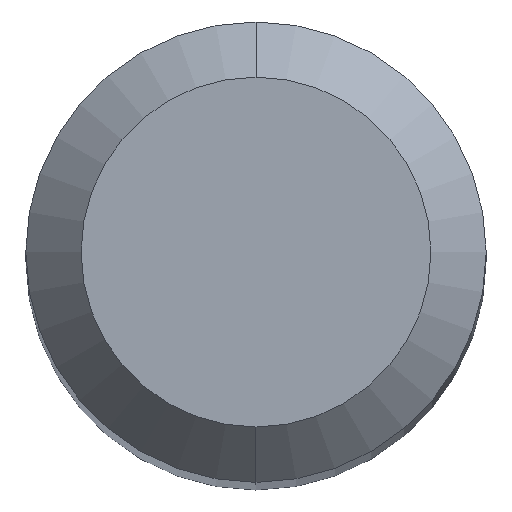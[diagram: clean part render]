
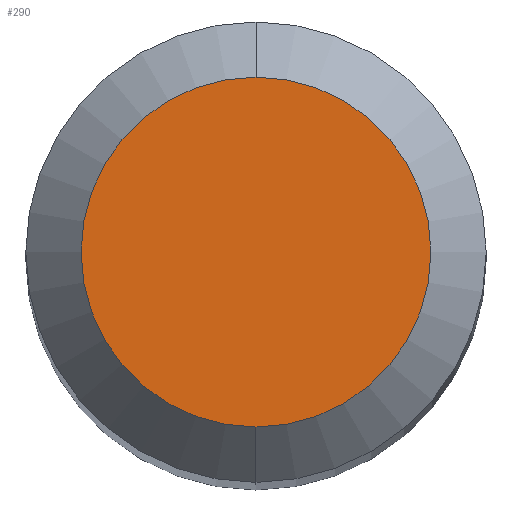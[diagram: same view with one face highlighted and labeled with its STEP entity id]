
A CAD part, top view. The second image highlights one B-rep face of the part: STEP entity #290.
In plain terms, the highlighted planar face has unit normal (0, 0, 1).
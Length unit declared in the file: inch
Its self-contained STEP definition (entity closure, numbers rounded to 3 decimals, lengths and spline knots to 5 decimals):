
#21 = CARTESIAN_POINT ( 'NONE',  ( 0., 0., 0. ) ) ;
#24 = DIRECTION ( 'NONE',  ( 0., 0., 1. ) ) ;
#55 = ORIENTED_EDGE ( 'NONE', *, *, #94, .T. ) ;
#80 = EDGE_CURVE ( 'NONE', #217, #469, #207, .T. ) ;
#91 = PLANE ( 'NONE',  #171 ) ;
#94 = EDGE_CURVE ( 'NONE', #469, #217, #554, .T. ) ;
#170 = AXIS2_PLACEMENT_3D ( 'NONE', #21, #549, #506 ) ;
#171 = AXIS2_PLACEMENT_3D ( 'NONE', #350, #172, #221 ) ;
#172 = DIRECTION ( 'NONE',  ( 0., 0., -1. ) ) ;
#207 = CIRCLE ( 'NONE', #224, 0.0475 ) ;
#217 = VERTEX_POINT ( 'NONE', #312 ) ;
#221 = DIRECTION ( 'NONE',  ( 0., 1., 0. ) ) ;
#224 = AXIS2_PLACEMENT_3D ( 'NONE', #416, #24, #269 ) ;
#256 = CARTESIAN_POINT ( 'NONE',  ( 0., -0.0475, 0. ) ) ;
#269 = DIRECTION ( 'NONE',  ( 0., -1., 0. ) ) ;
#290 = ADVANCED_FACE ( 'NONE', ( #429 ), #91, .F. ) ;
#312 = CARTESIAN_POINT ( 'NONE',  ( 0., 0.0475, 0. ) ) ;
#350 = CARTESIAN_POINT ( 'NONE',  ( 0., 0.0475, 0. ) ) ;
#416 = CARTESIAN_POINT ( 'NONE',  ( 0., 0., 0. ) ) ;
#429 = FACE_OUTER_BOUND ( 'NONE', #445, .T. ) ;
#445 = EDGE_LOOP ( 'NONE', ( #565, #55 ) ) ;
#469 = VERTEX_POINT ( 'NONE', #256 ) ;
#506 = DIRECTION ( 'NONE',  ( 0., -1., 0. ) ) ;
#549 = DIRECTION ( 'NONE',  ( 0., 0., 1. ) ) ;
#554 = CIRCLE ( 'NONE', #170, 0.0475 ) ;
#565 = ORIENTED_EDGE ( 'NONE', *, *, #80, .T. ) ;
